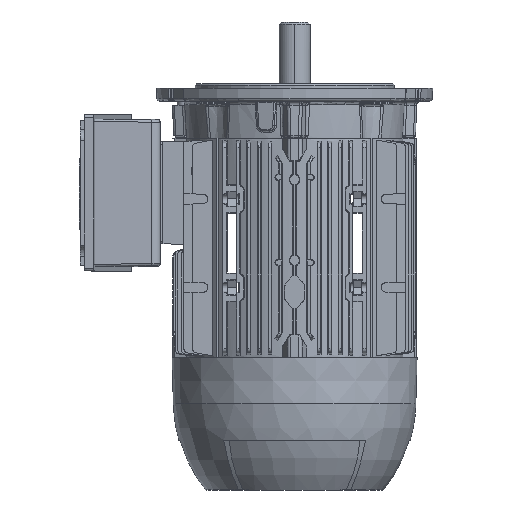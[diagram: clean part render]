
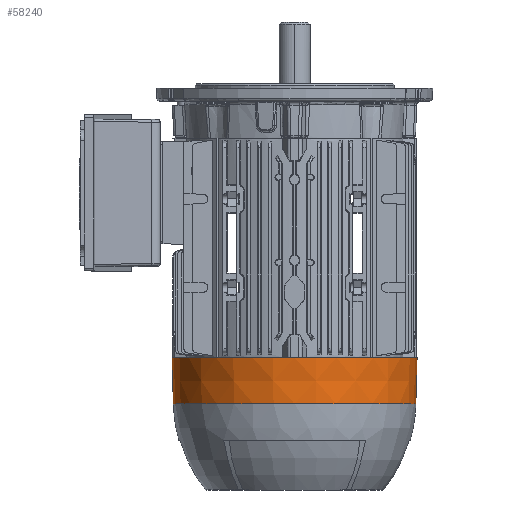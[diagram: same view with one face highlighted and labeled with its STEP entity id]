
A CAD part, front view. The second image highlights one B-rep face of the part: STEP entity #58240.
In plain terms, the highlighted conical face has half-angle 1.5 degrees and reference radius 110.35 mm.
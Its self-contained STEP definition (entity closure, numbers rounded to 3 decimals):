
#4220 = VERTEX_POINT ( 'NONE', #25764 ) ;
#8104 = CARTESIAN_POINT ( 'NONE',  ( 110.761, 0., -167.5 ) ) ;
#9721 = CARTESIAN_POINT ( 'NONE',  ( -110.35, 0., -183.2 ) ) ;
#12798 = CARTESIAN_POINT ( 'NONE',  ( 110.35, 0., -183.2 ) ) ;
#14106 = AXIS2_PLACEMENT_3D ( 'NONE', #56090, #72263, #20405 ) ;
#18179 = EDGE_CURVE ( 'NONE', #4220, #45414, #61246, .T. ) ;
#20405 = DIRECTION ( 'NONE',  ( 1., 0., 0. ) ) ;
#20669 = CONICAL_SURFACE ( 'NONE', #62689, 110.35, 0.026 ) ;
#21537 = ORIENTED_EDGE ( 'NONE', *, *, #68339, .T. ) ;
#24014 = ORIENTED_EDGE ( 'NONE', *, *, #18179, .F. ) ;
#24447 = VERTEX_POINT ( 'NONE', #41094 ) ;
#25764 = CARTESIAN_POINT ( 'NONE',  ( -109.669, 0., -209.2 ) ) ;
#26213 = DIRECTION ( 'NONE',  ( 0.026, 0., 1. ) ) ;
#27039 = EDGE_CURVE ( 'NONE', #24447, #41923, #66061, .T. ) ;
#28673 = DIRECTION ( 'NONE',  ( 0., 0., 1. ) ) ;
#32090 = CARTESIAN_POINT ( 'NONE',  ( -110.761, 0., -167.5 ) ) ;
#32130 = CARTESIAN_POINT ( 'NONE',  ( 0., 0., -183.2 ) ) ;
#33366 = EDGE_LOOP ( 'NONE', ( #24014, #21537, #42229, #70378 ) ) ;
#35414 = CARTESIAN_POINT ( 'NONE',  ( 0., 0., -209.2 ) ) ;
#37417 = DIRECTION ( 'NONE',  ( 1., 0., 0. ) ) ;
#41094 = CARTESIAN_POINT ( 'NONE',  ( 109.669, 0., -209.2 ) ) ;
#41923 = VERTEX_POINT ( 'NONE', #8104 ) ;
#42229 = ORIENTED_EDGE ( 'NONE', *, *, #27039, .T. ) ;
#42455 = EDGE_CURVE ( 'NONE', #45414, #41923, #42904, .T. ) ;
#42904 = CIRCLE ( 'NONE', #14106, 110.761 ) ;
#43471 = VECTOR ( 'NONE', #26213, 1000. ) ;
#44069 = AXIS2_PLACEMENT_3D ( 'NONE', #35414, #28673, #58355 ) ;
#45414 = VERTEX_POINT ( 'NONE', #32090 ) ;
#55092 = DIRECTION ( 'NONE',  ( 0., 0., 1. ) ) ;
#56090 = CARTESIAN_POINT ( 'NONE',  ( 0., 0., -167.5 ) ) ;
#57279 = VECTOR ( 'NONE', #71024, 1000. ) ;
#58240 = ADVANCED_FACE ( 'NONE', ( #65988 ), #20669, .T. ) ;
#58355 = DIRECTION ( 'NONE',  ( 1., 0., 0. ) ) ;
#61246 = LINE ( 'NONE', #9721, #57279 ) ;
#62689 = AXIS2_PLACEMENT_3D ( 'NONE', #32130, #55092, #37417 ) ;
#65988 = FACE_OUTER_BOUND ( 'NONE', #33366, .T. ) ;
#66061 = LINE ( 'NONE', #12798, #43471 ) ;
#68339 = EDGE_CURVE ( 'NONE', #4220, #24447, #70482, .T. ) ;
#70378 = ORIENTED_EDGE ( 'NONE', *, *, #42455, .F. ) ;
#70482 = CIRCLE ( 'NONE', #44069, 109.669 ) ;
#71024 = DIRECTION ( 'NONE',  ( -0.026, 0., 1. ) ) ;
#72263 = DIRECTION ( 'NONE',  ( 0., 0., 1. ) ) ;
